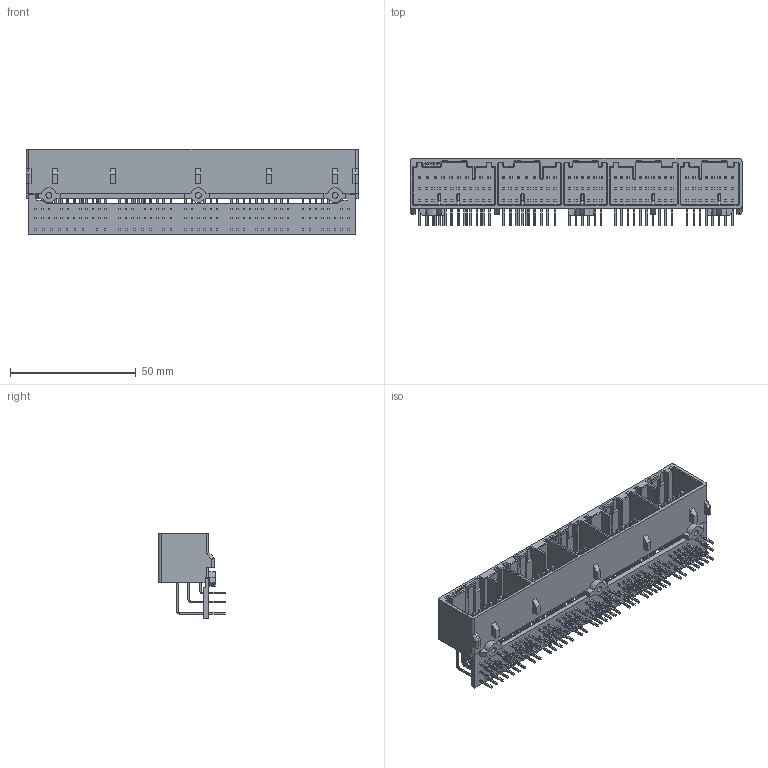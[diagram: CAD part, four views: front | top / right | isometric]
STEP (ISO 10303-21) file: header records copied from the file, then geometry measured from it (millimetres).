
FILE_DESCRIPTION((''),'2;1');
FILE_NAME('C-8-5353015-1','2009-07-13T',('workeradm'),(''),'PRO/ENGINEER BY PARAMETRIC TECHNOLOGY CORPORATION, 2008380','PRO/ENGINEER BY PARAMETRIC TECHNOLOGY CORPORATION, 2008380','');
FILE_SCHEMA(('AUTOMOTIVE_DESIGN { 1 0 10303 214 1 1 1 1 }'));
Products named in the file (1): C-8-5353015-1
Bounding box: 131.8 x 26.55 x 34.05 mm (x, y, z)
Volume: 24019.6 mm3; surface area: 33249.4 mm2
Topology: 1 solids, 1 shells, 2820 faces, 7469 edges, 4911 vertices
Faces by surface type: plane 2549, cylinder 269, extrusion 2
Entity records: 86297 total; most frequent: CARTESIAN_POINT 15289, ORIENTED_EDGE 14938, DIRECTION 13609, EDGE_CURVE 7469, VECTOR 6933, LINE 6931, VERTEX_POINT 4911, AXIS2_PLACEMENT_3D 3338
